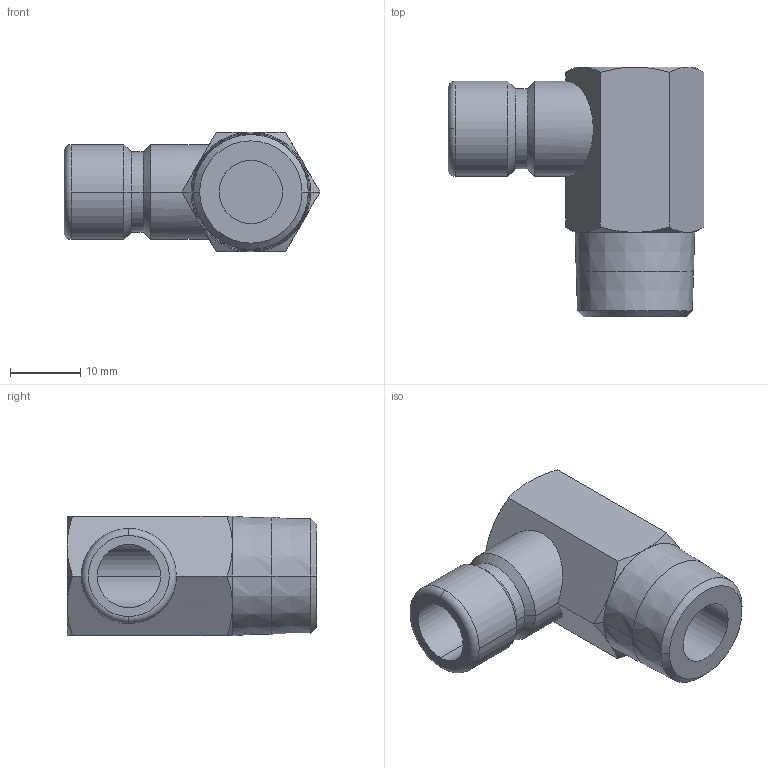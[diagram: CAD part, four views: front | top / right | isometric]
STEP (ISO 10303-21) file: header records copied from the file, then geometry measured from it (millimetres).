
FILE_DESCRIPTION(('STEP AP214'),'1');
FILE_NAME('esd_38_na-90.stp','2020-04-22T06:13:19',('TraceParts'),('TraceParts S.A.'),'Spatial InterOp 3D',' ',' ');
FILE_SCHEMA(('automotive_design'));
Length unit declared in the file: millimetre
Products named in the file (1): 1
Bounding box: 36.37 x 35.5 x 17.01 mm (x, y, z)
Volume: 7524 mm3; surface area: 4729.8 mm2
Topology: 1 solids, 1 shells, 52 faces, 119 edges, 71 vertices
Faces by surface type: cone 26, cylinder 12, plane 12, torus 2
Entity records: 2014 total; most frequent: CARTESIAN_POINT 439, DIRECTION 256, ORIENTED_EDGE 238, EDGE_CURVE 119, AXIS2_PLACEMENT_3D 112, VERTEX_POINT 71, CIRCLE 57, EDGE_LOOP 56
